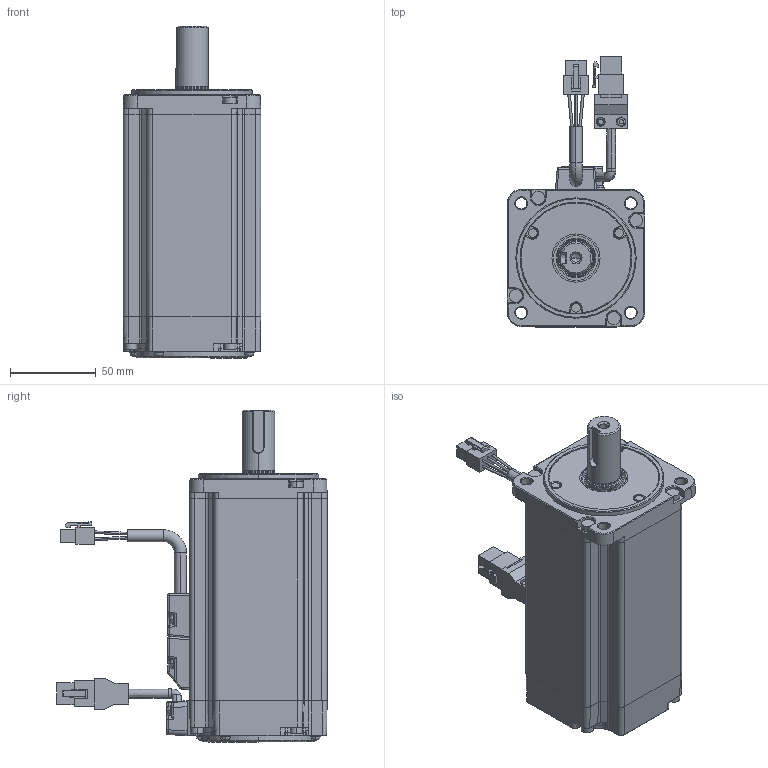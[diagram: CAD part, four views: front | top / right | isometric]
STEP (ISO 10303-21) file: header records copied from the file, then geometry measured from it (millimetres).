
FILE_DESCRIPTION (( 'STEP AP214' ), '1' );
FILE_NAME ('SV2L-407B sr1.STEP', '2023-02-22T22:29:57', ( '' ), ( '' ), 'SwSTEP 2.0', 'SolidWorks 2021', '' );
FILE_SCHEMA (( 'AUTOMOTIVE_DESIGN' ));
Length unit declared in the file: inch
Products named in the file (1): SV2L-407B sr1
Bounding box: 80 x 157.3 x 193.2 mm (x, y, z)
Volume: 911050.1 mm3; surface area: 74591 mm2
Topology: 1 solids, 1 shells, 974 faces, 2428 edges, 1500 vertices
Faces by surface type: plane 359, cylinder 329, bspline 95, cone 89, torus 82, sphere 20
Entity records: 37167 total; most frequent: CARTESIAN_POINT 15384, ORIENTED_EDGE 4852, DIRECTION 4075, EDGE_CURVE 2426, VERTEX_POINT 1500, AXIS2_PLACEMENT_3D 1497, LINE 1081, VECTOR 1081
